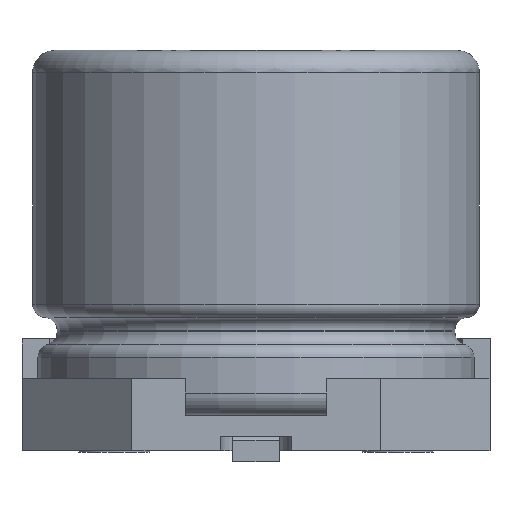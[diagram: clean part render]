
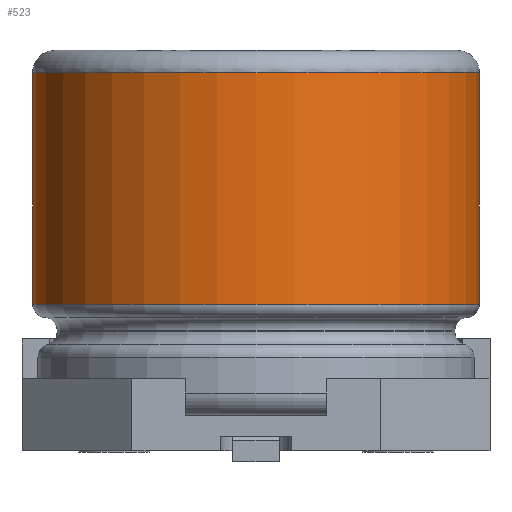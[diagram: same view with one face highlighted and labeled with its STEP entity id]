
A CAD part, front view. The second image highlights one B-rep face of the part: STEP entity #523.
In plain terms, the highlighted cylindrical face has radius 3.15 mm (diameter 6.3 mm), a full revolution.
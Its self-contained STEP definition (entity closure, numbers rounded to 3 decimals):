
#523 = ADVANCED_FACE( '', ( #1194, #1195 ), #1196, .T. );
#1194 = FACE_OUTER_BOUND( '', #2023, .T. );
#1195 = FACE_OUTER_BOUND( '', #2024, .T. );
#1196 = CYLINDRICAL_SURFACE( '', #2025, 3.15 );
#2023 = EDGE_LOOP( '', ( #3579 ) );
#2024 = EDGE_LOOP( '', ( #3580 ) );
#2025 = AXIS2_PLACEMENT_3D( '', #3581, #3582, #3583 );
#3579 = ORIENTED_EDGE( '', *, *, #5593, .T. );
#3580 = ORIENTED_EDGE( '', *, *, #5209, .T. );
#3581 = CARTESIAN_POINT( '', ( 0., 0., 9.9 ) );
#3582 = DIRECTION( '', ( 0., 0., -1. ) );
#3583 = DIRECTION( '', ( 1., 0., 0. ) );
#5209 = EDGE_CURVE( '', #6244, #6244, #6245, .T. );
#5593 = EDGE_CURVE( '', #6857, #6857, #6858, .T. );
#6244 = VERTEX_POINT( '', #7758 );
#6245 = CIRCLE( '', #7759, 3.15 );
#6857 = VERTEX_POINT( '', #8957 );
#6858 = CIRCLE( '', #8958, 3.15 );
#7758 = CARTESIAN_POINT( '', ( 3.15, 0., 1.57 ) );
#7759 = AXIS2_PLACEMENT_3D( '', #9884, #9885, #9886 );
#8957 = CARTESIAN_POINT( '', ( -3.15, 0., 4.835 ) );
#8958 = AXIS2_PLACEMENT_3D( '', #10229, #10230, #10231 );
#9884 = CARTESIAN_POINT( '', ( 0., 0., 1.57 ) );
#9885 = DIRECTION( '', ( 0., 0., 1. ) );
#9886 = DIRECTION( '', ( 1., 0., 0. ) );
#10229 = CARTESIAN_POINT( '', ( 0., 0., 4.835 ) );
#10230 = DIRECTION( '', ( 0., 0., -1. ) );
#10231 = DIRECTION( '', ( -1., 0., 0. ) );
